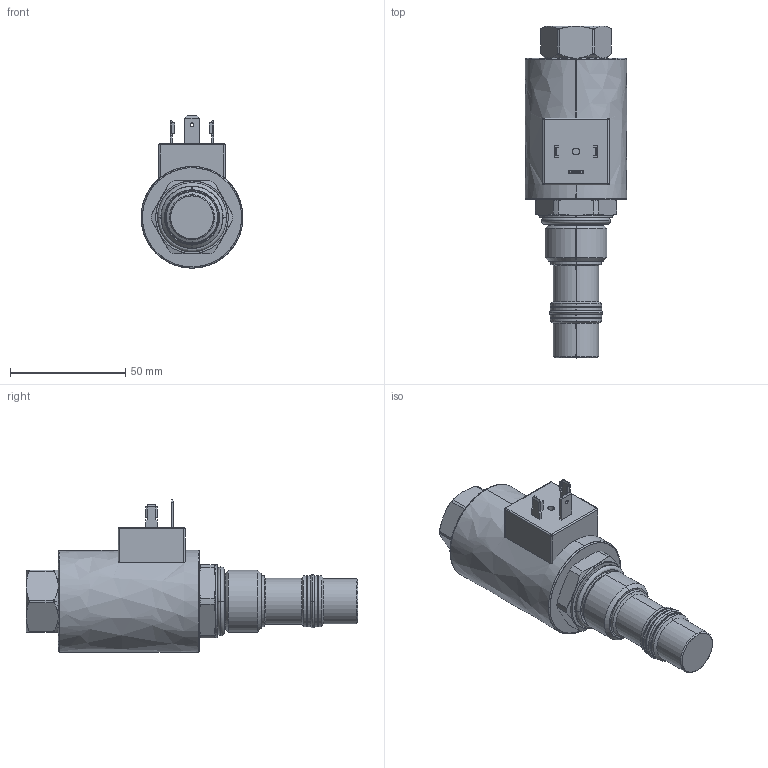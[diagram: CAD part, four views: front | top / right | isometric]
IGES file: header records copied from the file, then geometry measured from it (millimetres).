
Start section: SolidWorks IGES file using analytic representation for surfaces
Global section: file name: PV72-21.igs; native system: SolidWorks 2014; preprocessor: SolidWorks 2014; author: arutput15; date: 141005.102453; units: millimetre
Bounding box: 44.09 x 143.91 x 66.04 mm (x, y, z)
Surface area: 29697.9 mm2 (no closed solid volume)
Topology: 0 solids, 0 shells, 313 faces, 3556 edges, 3548 vertices
Faces by surface type: bspline 164, revolution 149
